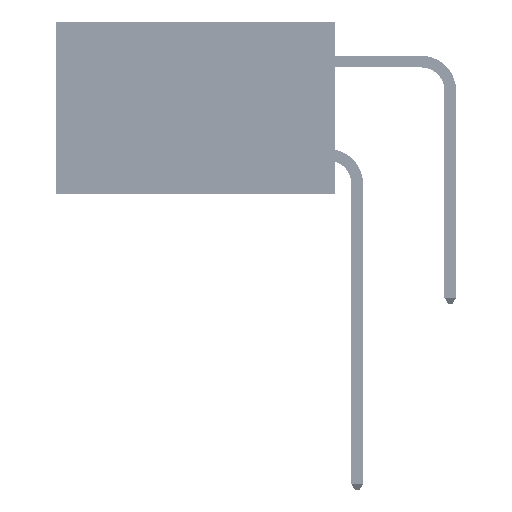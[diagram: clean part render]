
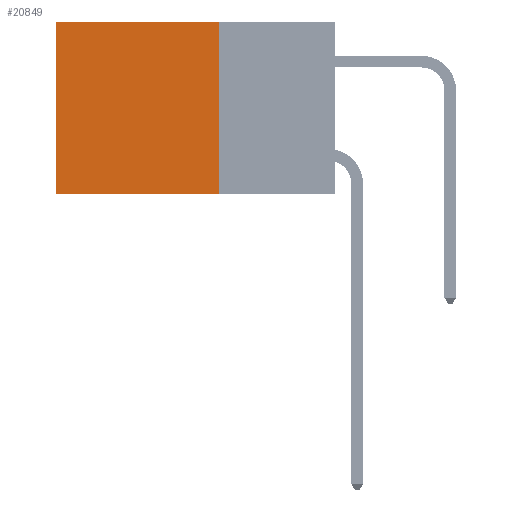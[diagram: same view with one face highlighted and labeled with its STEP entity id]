
A CAD part, left-side view. The second image highlights one B-rep face of the part: STEP entity #20849.
In plain terms, the highlighted planar face has unit normal (-1, 0, 0).
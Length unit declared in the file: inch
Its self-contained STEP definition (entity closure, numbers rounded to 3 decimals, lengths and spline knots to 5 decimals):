
#1006 = CARTESIAN_POINT ( 'NONE',  ( 0.2875, 0.6, -0.37 ) ) ;
#7246 = VECTOR ( 'NONE', #18692, 39.37008 ) ;
#8050 = VECTOR ( 'NONE', #27254, 39.37008 ) ;
#9594 = CARTESIAN_POINT ( 'NONE',  ( 0.2875, 0.25, 0. ) ) ;
#10410 = CARTESIAN_POINT ( 'NONE',  ( 0.2875, 0.25, -0.37 ) ) ;
#12079 = LINE ( 'NONE', #36668, #40562 ) ;
#12084 = EDGE_CURVE ( 'NONE', #40145, #43476, #43285, .T. ) ;
#18210 = CARTESIAN_POINT ( 'NONE',  ( 0.2875, 0.25, 0. ) ) ;
#18425 = CARTESIAN_POINT ( 'NONE',  ( 0.2875, 0.6, 0. ) ) ;
#18509 = ORIENTED_EDGE ( 'NONE', *, *, #36558, .F. ) ;
#18692 = DIRECTION ( 'NONE',  ( 0., 1., 0. ) ) ;
#19410 = CARTESIAN_POINT ( 'NONE',  ( 0.2875, 0.25, -0.37 ) ) ;
#20639 = DIRECTION ( 'NONE',  ( 0., 1., 0. ) ) ;
#20849 = ADVANCED_FACE ( 'NONE', ( #47480 ), #43337, .F. ) ;
#21469 = DIRECTION ( 'NONE',  ( 0., 0., -1. ) ) ;
#27254 = DIRECTION ( 'NONE',  ( 0., 0., -1. ) ) ;
#27877 = EDGE_CURVE ( 'NONE', #31759, #35017, #47162, .T. ) ;
#28006 = ORIENTED_EDGE ( 'NONE', *, *, #27877, .T. ) ;
#30097 = ORIENTED_EDGE ( 'NONE', *, *, #34867, .T. ) ;
#30263 = CARTESIAN_POINT ( 'NONE',  ( 0.2875, 0.25, 0. ) ) ;
#31759 = VERTEX_POINT ( 'NONE', #47148 ) ;
#34867 = EDGE_CURVE ( 'NONE', #40145, #31759, #12079, .T. ) ;
#35017 = VERTEX_POINT ( 'NONE', #1006 ) ;
#36558 = EDGE_CURVE ( 'NONE', #43476, #35017, #52666, .T. ) ;
#36668 = CARTESIAN_POINT ( 'NONE',  ( 0.2875, 0.25, 0. ) ) ;
#39447 = DIRECTION ( 'NONE',  ( 0., 0., -1. ) ) ;
#40145 = VERTEX_POINT ( 'NONE', #30263 ) ;
#40562 = VECTOR ( 'NONE', #20639, 39.37008 ) ;
#41535 = VECTOR ( 'NONE', #21469, 39.37008 ) ;
#43285 = LINE ( 'NONE', #9594, #8050 ) ;
#43337 = PLANE ( 'NONE',  #50866 ) ;
#43476 = VERTEX_POINT ( 'NONE', #19410 ) ;
#47148 = CARTESIAN_POINT ( 'NONE',  ( 0.2875, 0.6, 0. ) ) ;
#47162 = LINE ( 'NONE', #18425, #41535 ) ;
#47480 = FACE_OUTER_BOUND ( 'NONE', #54128, .T. ) ;
#50866 = AXIS2_PLACEMENT_3D ( 'NONE', #18210, #51909, #39447 ) ;
#51909 = DIRECTION ( 'NONE',  ( 1., 0., 0. ) ) ;
#52666 = LINE ( 'NONE', #10410, #7246 ) ;
#53638 = ORIENTED_EDGE ( 'NONE', *, *, #12084, .F. ) ;
#54128 = EDGE_LOOP ( 'NONE', ( #28006, #18509, #53638, #30097 ) ) ;
